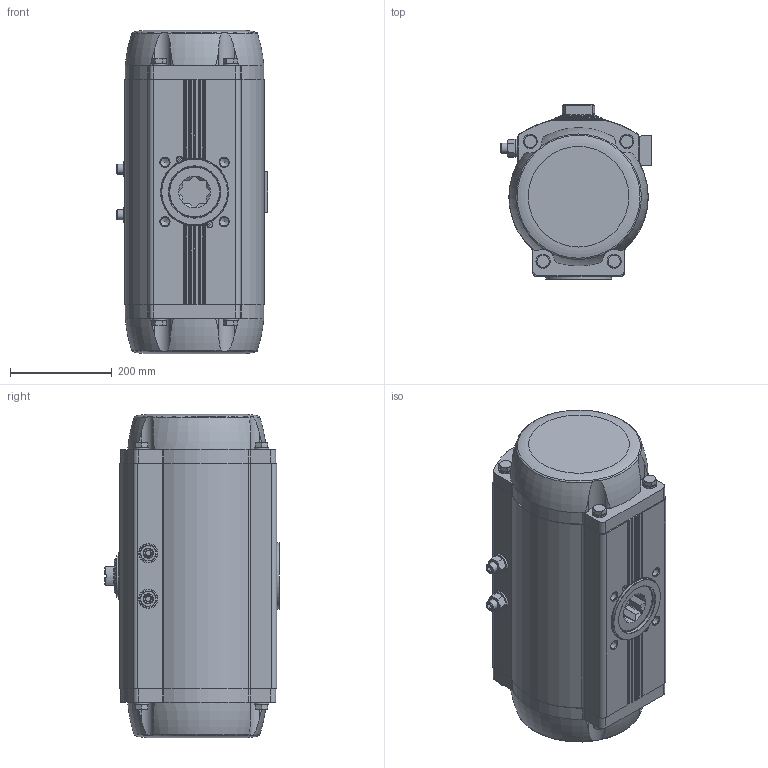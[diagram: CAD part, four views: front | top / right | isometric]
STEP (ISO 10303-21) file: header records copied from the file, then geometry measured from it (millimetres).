
FILE_DESCRIPTION(/* description */ ('STEP AP214'),/* implementation_level */ '2;1');
FILE_NAME(/* name */ '8145413_DFPD-2300-RP-90-RS45-F16-X-R3-C',/* time_stamp */ '2024-08-15T17:45:34+02:00',/* author */ ('License CC BY-ND 4.0'),/* organization */ ('CADENAS'),/* preprocessor_version */ 'ST-DEVELOPER v19.3',/* originating_system */ 'PARTsolutions',/* authorisation */ ' ');
FILE_SCHEMA (('AUTOMOTIVE_DESIGN {1 0 10303 214 3 1 1}'));
Length unit declared in the file: millimetre
Products named in the file (7): 8145413 DFPD-2300-RP-90-RS45-F16-X-R3-C---(0); 8042196 DFPD-2300-90-RS-F16-X-C-----(housing); 8042196 DFPD-2300(F12_0)---(shaft); 4787202 SCHEIBE 20.15X36X5-1.4301; DIN 934 - M20(F); 8088529 DFPD-2300-C--(adj); 8101070 DFPD-CTR-F16--(ctr)
Assembly tree (9 placements, depth 2):
  8145413 DFPD-2300-RP-90-RS45-F16-X-R3-C---(0)
    8042196 DFPD-2300-90-RS-F16-X-C-----(housing)
    8042196 DFPD-2300(F12_0)---(shaft)
    4787202 SCHEIBE 20.15X36X5-1.4301  x2
    DIN 934 - M20(F)  x2
    8088529 DFPD-2300-C--(adj)  x2
    8101070 DFPD-CTR-F16--(ctr)
Bounding box: 297.63 x 343.7 x 636 mm (x, y, z)
Volume: 42450957.2 mm3; surface area: 1053012.6 mm2
Topology: 9 solids, 9 shells, 709 faces, 1734 edges, 1106 vertices
Faces by surface type: plane 328, cylinder 192, cone 136, torus 51, sphere 2
Full cylindrical faces by diameter (mm): 3 x2, 4.134 x4, 4.917 x5, 8.376 x2, 8.5 x4, 10 x4, 10.57 x2, 17.294 x8, 18.631 x2, 20 x2, 20.15 x2, 28 x8, 30 x2, 36 x2, 38 x2, 64.5 x1, 67 x1, 70 x1, 71.2 x1, 71.5 x1, 72 x1, 86 x1, 90 x1, 94 x1, 98.2 x2, 99.8 x1, 100.1 x1, 102 x1, 103.1 x1, 130 x1
Entity records: 19703 total; most frequent: CARTESIAN_POINT 4347, DIRECTION 3149, ORIENTED_EDGE 2930, EDGE_CURVE 1465, AXIS2_PLACEMENT_3D 1250, VERTEX_POINT 1038, FACE_BOUND 929, EDGE_LOOP 914
